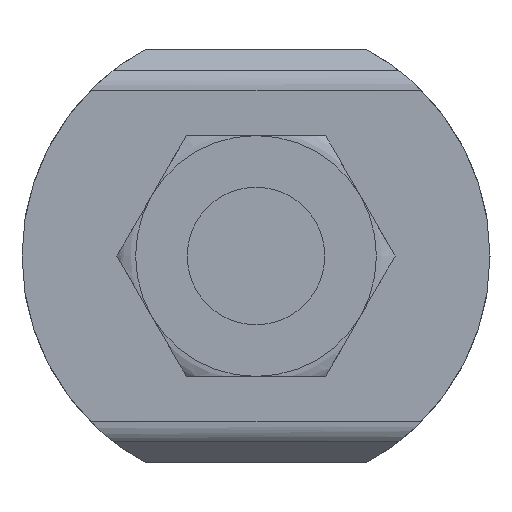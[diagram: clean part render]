
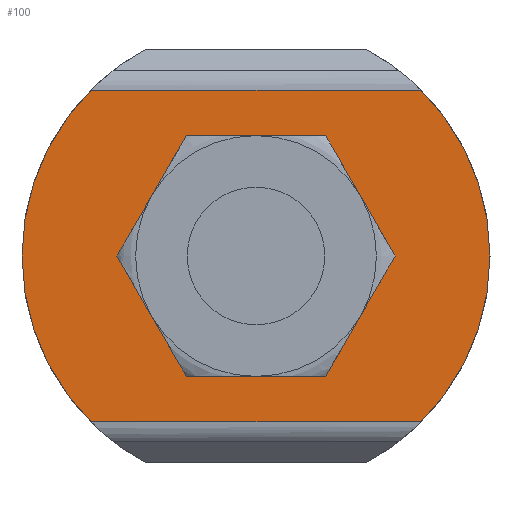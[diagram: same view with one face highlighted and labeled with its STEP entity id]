
A CAD part, left-side view. The second image highlights one B-rep face of the part: STEP entity #100.
In plain terms, the highlighted planar face has unit normal (-1, 0, 0).
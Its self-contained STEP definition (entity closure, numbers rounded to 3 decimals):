
#100 = ADVANCED_FACE( '', ( #204, #205 ), #206, .T. );
#204 = FACE_OUTER_BOUND( '', #361, .T. );
#205 = FACE_BOUND( '', #362, .T. );
#206 = PLANE( '', #363 );
#361 = EDGE_LOOP( '', ( #670, #671, #672, #673 ) );
#362 = EDGE_LOOP( '', ( #674, #675, #676, #677, #678, #679, #680, #681, #682, #683, #684, #685 ) );
#363 = AXIS2_PLACEMENT_3D( '', #686, #687, #688 );
#670 = ORIENTED_EDGE( '', *, *, #1075, .T. );
#671 = ORIENTED_EDGE( '', *, *, #1124, .T. );
#672 = ORIENTED_EDGE( '', *, *, #1065, .T. );
#673 = ORIENTED_EDGE( '', *, *, #1118, .F. );
#674 = ORIENTED_EDGE( '', *, *, #1125, .F. );
#675 = ORIENTED_EDGE( '', *, *, #1126, .F. );
#676 = ORIENTED_EDGE( '', *, *, #1127, .F. );
#677 = ORIENTED_EDGE( '', *, *, #1128, .F. );
#678 = ORIENTED_EDGE( '', *, *, #1129, .F. );
#679 = ORIENTED_EDGE( '', *, *, #1130, .F. );
#680 = ORIENTED_EDGE( '', *, *, #1131, .F. );
#681 = ORIENTED_EDGE( '', *, *, #1132, .F. );
#682 = ORIENTED_EDGE( '', *, *, #1133, .F. );
#683 = ORIENTED_EDGE( '', *, *, #1134, .F. );
#684 = ORIENTED_EDGE( '', *, *, #1135, .F. );
#685 = ORIENTED_EDGE( '', *, *, #1136, .F. );
#686 = CARTESIAN_POINT( '', ( 16.99, 20., -12.047 ) );
#687 = DIRECTION( '', ( -1., 0., 0. ) );
#688 = DIRECTION( '', ( 0., 0., -1. ) );
#1065 = EDGE_CURVE( '', #1261, #1262, #1263, .T. );
#1075 = EDGE_CURVE( '', #1281, #1282, #1283, .T. );
#1118 = EDGE_CURVE( '', #1281, #1262, #1354, .T. );
#1124 = EDGE_CURVE( '', #1282, #1261, #1360, .T. );
#1125 = EDGE_CURVE( '', #1361, #1362, #1363, .T. );
#1126 = EDGE_CURVE( '', #1364, #1361, #1365, .T. );
#1127 = EDGE_CURVE( '', #1366, #1364, #1367, .T. );
#1128 = EDGE_CURVE( '', #1368, #1366, #1369, .T. );
#1129 = EDGE_CURVE( '', #1370, #1368, #1371, .T. );
#1130 = EDGE_CURVE( '', #1372, #1370, #1373, .T. );
#1131 = EDGE_CURVE( '', #1374, #1372, #1375, .T. );
#1132 = EDGE_CURVE( '', #1376, #1374, #1377, .T. );
#1133 = EDGE_CURVE( '', #1378, #1376, #1379, .T. );
#1134 = EDGE_CURVE( '', #1380, #1378, #1381, .T. );
#1135 = EDGE_CURVE( '', #1382, #1380, #1383, .T. );
#1136 = EDGE_CURVE( '', #1362, #1382, #1384, .T. );
#1261 = VERTEX_POINT( '', #1561 );
#1262 = VERTEX_POINT( '', #1562 );
#1263 = CIRCLE( '', #1563, 17. );
#1281 = VERTEX_POINT( '', #1597 );
#1282 = VERTEX_POINT( '', #1598 );
#1283 = CIRCLE( '', #1599, 17. );
#1354 = LINE( '', #1729, #1730 );
#1360 = LINE( '', #1740, #1741 );
#1361 = VERTEX_POINT( '', #1742 );
#1362 = VERTEX_POINT( '', #1743 );
#1363 = LINE( '', #1744, #1745 );
#1364 = VERTEX_POINT( '', #1746 );
#1365 = CIRCLE( '', #1747, 8.95 );
#1366 = VERTEX_POINT( '', #1748 );
#1367 = LINE( '', #1749, #1750 );
#1368 = VERTEX_POINT( '', #1751 );
#1369 = CIRCLE( '', #1752, 8.95 );
#1370 = VERTEX_POINT( '', #1753 );
#1371 = LINE( '', #1754, #1755 );
#1372 = VERTEX_POINT( '', #1756 );
#1373 = CIRCLE( '', #1757, 8.95 );
#1374 = VERTEX_POINT( '', #1758 );
#1375 = LINE( '', #1759, #1760 );
#1376 = VERTEX_POINT( '', #1761 );
#1377 = CIRCLE( '', #1762, 8.95 );
#1378 = VERTEX_POINT( '', #1763 );
#1379 = LINE( '', #1764, #1765 );
#1380 = VERTEX_POINT( '', #1766 );
#1381 = CIRCLE( '', #1767, 8.95 );
#1382 = VERTEX_POINT( '', #1768 );
#1383 = LINE( '', #1769, #1770 );
#1384 = CIRCLE( '', #1771, 8.95 );
#1561 = CARTESIAN_POINT( '', ( 16.99, -11.995, -12.047 ) );
#1562 = CARTESIAN_POINT( '', ( 16.99, -11.995, 12.047 ) );
#1563 = AXIS2_PLACEMENT_3D( '', #2481, #2482, #2483 );
#1597 = CARTESIAN_POINT( '', ( 16.99, 11.995, 12.047 ) );
#1598 = CARTESIAN_POINT( '', ( 16.99, 11.995, -12.047 ) );
#1599 = AXIS2_PLACEMENT_3D( '', #2501, #2502, #2503 );
#1729 = CARTESIAN_POINT( '', ( 16.99, 20., 12.047 ) );
#1730 = VECTOR( '', #2578, 1. );
#1740 = CARTESIAN_POINT( '', ( 16.99, 20., -12.047 ) );
#1741 = VECTOR( '', #2586, 1. );
#1742 = CARTESIAN_POINT( '', ( 16.99, -8.518, 2.747 ) );
#1743 = CARTESIAN_POINT( '', ( 16.99, -6.638, 6.003 ) );
#1744 = CARTESIAN_POINT( '', ( 16.99, -6.423, 6.375 ) );
#1745 = VECTOR( '', #2587, 1. );
#1746 = CARTESIAN_POINT( '', ( 16.99, -8.518, -2.747 ) );
#1747 = AXIS2_PLACEMENT_3D( '', #2588, #2589, #2590 );
#1748 = CARTESIAN_POINT( '', ( 16.99, -6.638, -6.003 ) );
#1749 = CARTESIAN_POINT( '', ( 16.99, -3.733, -11.035 ) );
#1750 = VECTOR( '', #2591, 1. );
#1751 = CARTESIAN_POINT( '', ( 16.99, -1.88, -8.75 ) );
#1752 = AXIS2_PLACEMENT_3D( '', #2592, #2593, #2594 );
#1753 = CARTESIAN_POINT( '', ( 16.99, 1.88, -8.75 ) );
#1754 = CARTESIAN_POINT( '', ( 16.99, 7.474, -8.75 ) );
#1755 = VECTOR( '', #2595, 1. );
#1756 = CARTESIAN_POINT( '', ( 16.99, 6.638, -6.003 ) );
#1757 = AXIS2_PLACEMENT_3D( '', #2596, #2597, #2598 );
#1758 = CARTESIAN_POINT( '', ( 16.99, 8.518, -2.747 ) );
#1759 = CARTESIAN_POINT( '', ( 16.99, 6.207, -6.75 ) );
#1760 = VECTOR( '', #2599, 1. );
#1761 = CARTESIAN_POINT( '', ( 16.99, 8.518, 2.747 ) );
#1762 = AXIS2_PLACEMENT_3D( '', #2600, #2601, #2602 );
#1763 = CARTESIAN_POINT( '', ( 16.99, 6.638, 6.003 ) );
#1764 = CARTESIAN_POINT( '', ( 16.99, 13.949, -6.66 ) );
#1765 = VECTOR( '', #2603, 1. );
#1766 = CARTESIAN_POINT( '', ( 16.99, 1.88, 8.75 ) );
#1767 = AXIS2_PLACEMENT_3D( '', #2604, #2605, #2606 );
#1768 = CARTESIAN_POINT( '', ( 16.99, -1.88, 8.75 ) );
#1769 = CARTESIAN_POINT( '', ( 16.99, 12.526, 8.75 ) );
#1770 = VECTOR( '', #2607, 1. );
#1771 = AXIS2_PLACEMENT_3D( '', #2608, #2609, #2610 );
#2481 = CARTESIAN_POINT( '', ( 16.99, 0., 0. ) );
#2482 = DIRECTION( '', ( -1., 0., 0. ) );
#2483 = DIRECTION( '', ( 0., 0., -1. ) );
#2501 = CARTESIAN_POINT( '', ( 16.99, 0., 0. ) );
#2502 = DIRECTION( '', ( -1., 0., 0. ) );
#2503 = DIRECTION( '', ( 0., 0., -1. ) );
#2578 = DIRECTION( '', ( 0., -1., 0. ) );
#2586 = DIRECTION( '', ( 0., -1., 0. ) );
#2587 = DIRECTION( '', ( 0., 0.5, 0.866 ) );
#2588 = CARTESIAN_POINT( '', ( 16.99, 0., 0. ) );
#2589 = DIRECTION( '', ( -1., 0., 0. ) );
#2590 = DIRECTION( '', ( 0., 0., 1. ) );
#2591 = DIRECTION( '', ( 0., -0.5, 0.866 ) );
#2592 = CARTESIAN_POINT( '', ( 16.99, 0., 0. ) );
#2593 = DIRECTION( '', ( -1., 0., 0. ) );
#2594 = DIRECTION( '', ( 0., 0., 1. ) );
#2595 = DIRECTION( '', ( 0., -1., 0. ) );
#2596 = CARTESIAN_POINT( '', ( 16.99, 0., 0. ) );
#2597 = DIRECTION( '', ( -1., 0., 0. ) );
#2598 = DIRECTION( '', ( 0., 0., 1. ) );
#2599 = DIRECTION( '', ( 0., -0.5, -0.866 ) );
#2600 = CARTESIAN_POINT( '', ( 16.99, 0., 0. ) );
#2601 = DIRECTION( '', ( -1., 0., 0. ) );
#2602 = DIRECTION( '', ( 0., 0., 1. ) );
#2603 = DIRECTION( '', ( 0., 0.5, -0.866 ) );
#2604 = CARTESIAN_POINT( '', ( 16.99, 0., 0. ) );
#2605 = DIRECTION( '', ( -1., 0., 0. ) );
#2606 = DIRECTION( '', ( 0., 0., 1. ) );
#2607 = DIRECTION( '', ( 0., 1., 0. ) );
#2608 = CARTESIAN_POINT( '', ( 16.99, 0., 0. ) );
#2609 = DIRECTION( '', ( -1., 0., 0. ) );
#2610 = DIRECTION( '', ( 0., 0., 1. ) );
